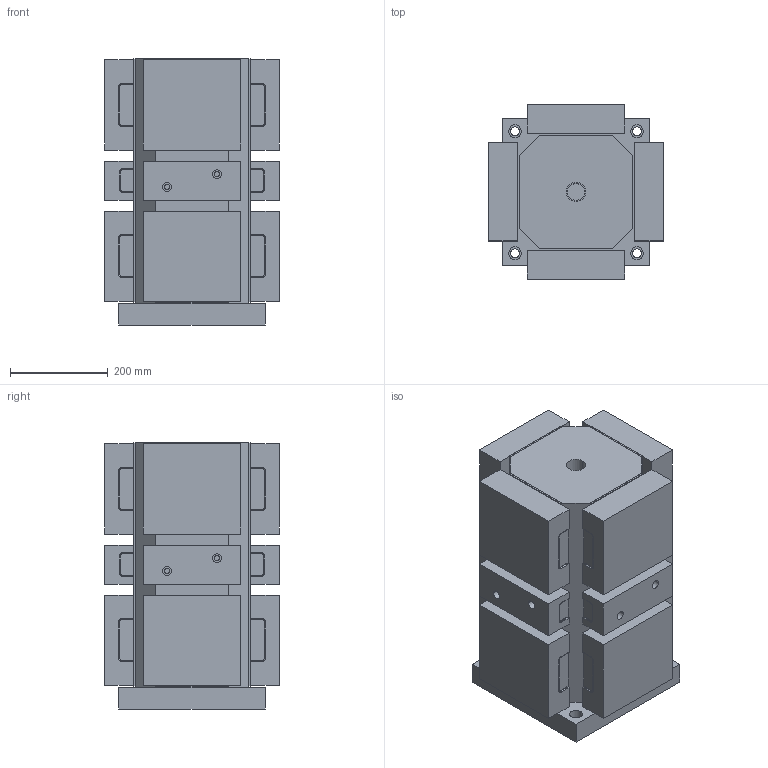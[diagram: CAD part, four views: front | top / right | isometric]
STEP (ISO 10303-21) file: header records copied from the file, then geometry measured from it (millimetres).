
FILE_DESCRIPTION (( 'STEP AP203' ), '1' );
FILE_NAME ('15501.STEP', '2025-03-15T11:45:54', ( '微软用户' ), ( '微软中国' ), 'SwSTEP 2.0', 'SolidWorks 2016', '' );
FILE_SCHEMA (( 'CONFIG_CONTROL_DESIGN' ));
Length unit declared in the file: millimetre
Products named in the file (9): 19_5; 15501; 18_5; 4_5; Assem2_4; 5_5; Assem3_3; 2_5; Assem4_5
Assembly tree (12 placements, depth 4):
  15501
    18_5
    19_5
    Assem2_4  x4
      5_5
      Assem4_5
        2_5
      Assem3_3
        4_5
Bounding box: 358.02 x 358.02 x 545 mm (x, y, z)
Volume: 50672352.3 mm3; surface area: 2614792.1 mm2
Topology: 18 solids, 18 shells, 544 faces, 1366 edges, 872 vertices
Faces by surface type: plane 258, cylinder 230, bspline 48, cone 8
Entity records: 6173 total; most frequent: CARTESIAN_POINT 1000, DIRECTION 918, ORIENTED_EDGE 812, EDGE_CURVE 406, AXIS2_PLACEMENT_3D 342, VERTEX_POINT 264, LINE 234, VECTOR 234
